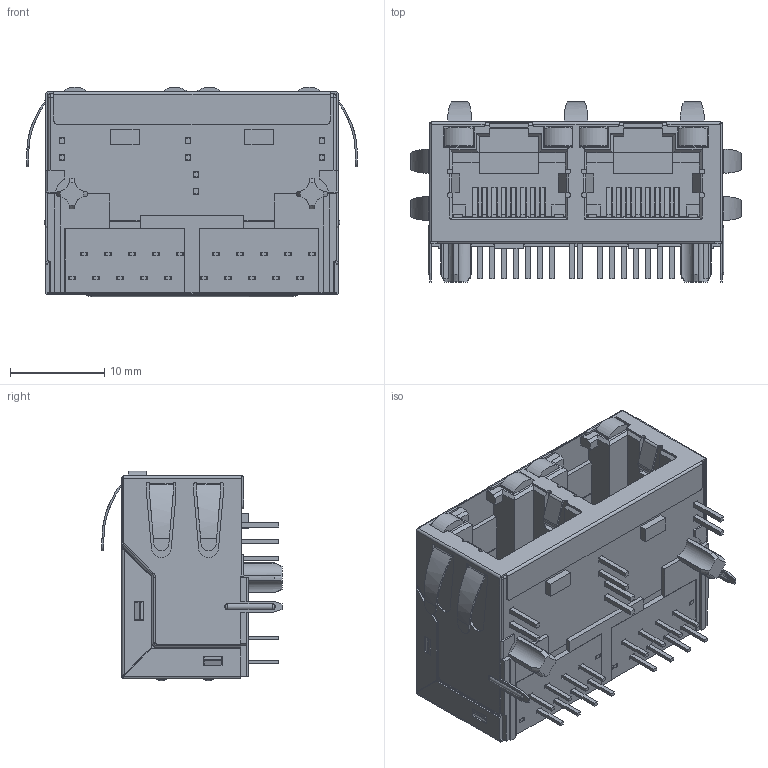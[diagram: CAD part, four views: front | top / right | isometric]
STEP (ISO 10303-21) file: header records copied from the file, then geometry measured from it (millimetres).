
FILE_DESCRIPTION(/* description */ ('Unknown','CAx-IF Rec.Pracs.---Representation and Presentation of Product Manufacturing Information (PMI)---4.0---2014-10-13','CAx-IF Rec.Pracs.---3D Tessellated Geometry---0.4---2014-09-14','2;1'),/* implementation_level */ '2;1');
FILE_NAME(/* name */ '74990214400',/* time_stamp */ '2024-05-16T13:44:04+08:00',/* author */ ('Unknown'),/* organization */ ('Unknown'),/* preprocessor_version */ 'ST-DEVELOPER v16.7',/* originating_system */ 'Solid Edge',/* authorisation */ 'Unknown');
FILE_SCHEMA (('AP242_MANAGED_MODEL_BASED_3D_ENGINEERING_MIM_LF { 1 0 10303 442 1 1 4 }'));
Products named in the file (2): 74990214400; 1X2_10PIN_
Assembly tree (1 placements, depth 2):
  74990214400
    1X2_10PIN_
Bounding box: 35 x 19.05 x 22.2 mm (x, y, z)
Volume: 5294.2 mm3; surface area: 11961.3 mm2
Topology: 1 solids, 5 shells, 2237 faces, 6572 edges, 4271 vertices
Faces by surface type: plane 1729, cylinder 382, bspline 38, cone 36, torus 32, sphere 20
Full cylindrical faces by diameter (mm): 0.8 x4
Entity records: 90293 total; most frequent: CARTESIAN_POINT 14848, ORIENTED_EDGE 13036, DIRECTION 11600, EDGE_CURVE 6518, LINE 5490, VECTOR 5490, VERTEX_POINT 4249, AXIS2_PLACEMENT_3D 3055
